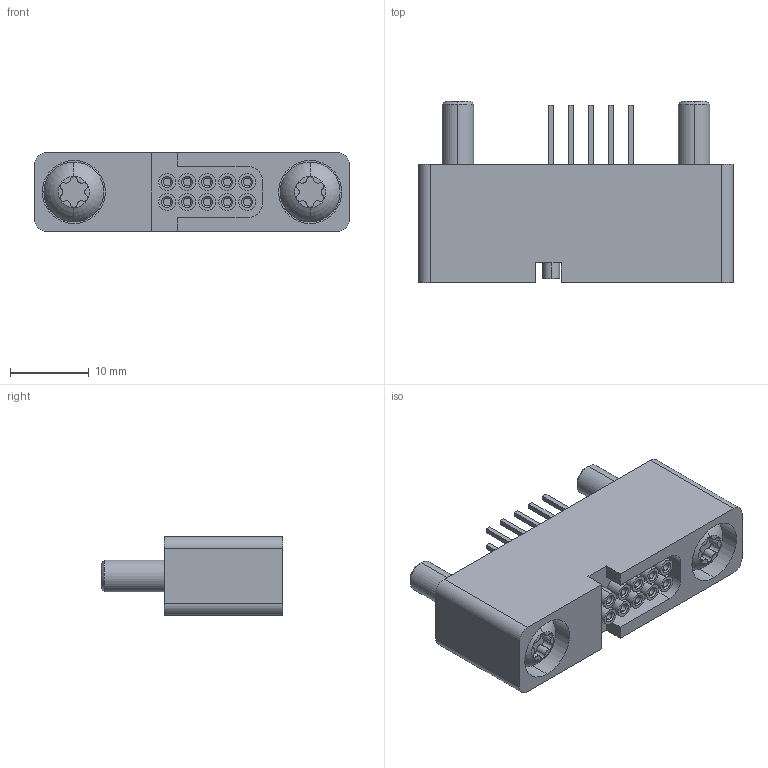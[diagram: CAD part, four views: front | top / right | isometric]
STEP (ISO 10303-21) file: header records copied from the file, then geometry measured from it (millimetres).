
FILE_DESCRIPTION (( 'STEP AP214' ), '1' );
FILE_NAME ('48733~0.STEP', '2018-08-29T15:32:33', ( '' ), ( '' ), 'SwSTEP 2.0', 'SolidWorks 2018', '' );
FILE_SCHEMA (( 'AUTOMOTIVE_DESIGN' ));
Length unit declared in the file: millimetre
Products named in the file (4): KT-254W3E02_ada~0; ISO7380~n_M04,0x020; 48703~2_S; 48733~0
Assembly tree (13 placements, depth 2):
  48733~0
    48703~2_S
    KT-254W3E02_ada~0  x10
    ISO7380~n_M04,0x020  x2
Bounding box: 40 x 23 x 10 mm (x, y, z)
Volume: 5565.6 mm3; surface area: 5381.8 mm2
Topology: 13 solids, 13 shells, 291 faces, 654 edges, 425 vertices
Faces by surface type: cylinder 142, plane 119, cone 26, torus 4
Entity records: 3617 total; most frequent: DIRECTION 667, CARTESIAN_POINT 581, ORIENTED_EDGE 550, EDGE_CURVE 275, AXIS2_PLACEMENT_3D 267, VERTEX_POINT 181, CIRCLE 142, EDGE_LOOP 142
